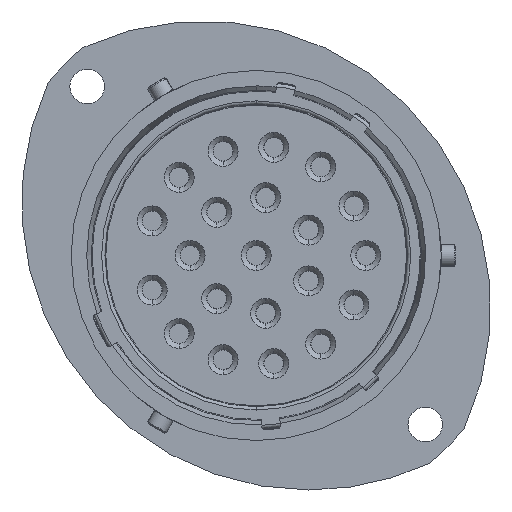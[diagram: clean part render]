
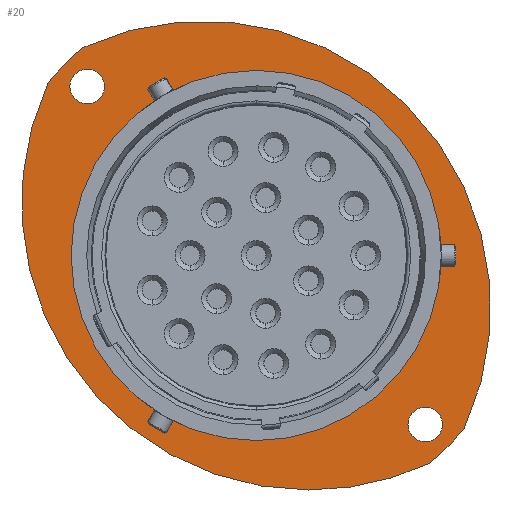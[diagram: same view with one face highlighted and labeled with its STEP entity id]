
A CAD part, left-side view. The second image highlights one B-rep face of the part: STEP entity #20.
In plain terms, the highlighted planar face has unit normal (-1, 0, 0).
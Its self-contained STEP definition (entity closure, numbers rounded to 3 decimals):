
#20 = ADVANCED_FACE ( 'NONE', ( #7281, #764, #38102, #33942 ), #736, .F. ) ;
#733 = VERTEX_POINT ( 'NONE', #36942 ) ;
#736 = PLANE ( 'NONE',  #21878 ) ;
#764 = FACE_BOUND ( 'NONE', #38515, .T. ) ;
#975 = CARTESIAN_POINT ( 'NONE',  ( 78.89, 12.119, -50.621 ) ) ;
#991 = CARTESIAN_POINT ( 'NONE',  ( 78.89, 17.068, -55.571 ) ) ;
#1465 = EDGE_CURVE ( 'NONE', #3406, #21391, #21115, .T. ) ;
#1729 = CARTESIAN_POINT ( 'NONE',  ( 78.89, -3.774, -66.513 ) ) ;
#2106 = CARTESIAN_POINT ( 'NONE',  ( 78.89, 28.011, -34.729 ) ) ;
#2746 = CIRCLE ( 'NONE', #32200, 27. ) ;
#3015 = ORIENTED_EDGE ( 'NONE', *, *, #35255, .F. ) ;
#3406 = VERTEX_POINT ( 'NONE', #12557 ) ;
#3499 = DIRECTION ( 'NONE',  ( 0., 0., -1. ) ) ;
#4005 = DIRECTION ( 'NONE',  ( 0., 0., -1. ) ) ;
#4051 = DIRECTION ( 'NONE',  ( -1., 0., 0. ) ) ;
#5093 = DIRECTION ( 'NONE',  ( 0., 0., -1. ) ) ;
#5569 = DIRECTION ( 'NONE',  ( 0., 0., 1. ) ) ;
#5574 = CIRCLE ( 'NONE', #14714, 1.625 ) ;
#6707 = DIRECTION ( 'NONE',  ( 0., 0., -1. ) ) ;
#7265 = DIRECTION ( 'NONE',  ( 0., 0., 1. ) ) ;
#7281 = FACE_BOUND ( 'NONE', #33922, .T. ) ;
#7556 = AXIS2_PLACEMENT_3D ( 'NONE', #28063, #13171, #16199 ) ;
#8014 = VERTEX_POINT ( 'NONE', #10214 ) ;
#8831 = VERTEX_POINT ( 'NONE', #17985 ) ;
#8899 = VERTEX_POINT ( 'NONE', #15241 ) ;
#9381 = AXIS2_PLACEMENT_3D ( 'NONE', #975, #33364, #15439 ) ;
#9645 = AXIS2_PLACEMENT_3D ( 'NONE', #17827, #38308, #5569 ) ;
#10022 = CIRCLE ( 'NONE', #26653, 27. ) ;
#10214 = CARTESIAN_POINT ( 'NONE',  ( 78.89, -7.435, -66.911 ) ) ;
#10758 = CIRCLE ( 'NONE', #18910, 1.625 ) ;
#11113 = DIRECTION ( 'NONE',  ( -1., 0., 0. ) ) ;
#11151 = EDGE_CURVE ( 'NONE', #8014, #3406, #10022, .T. ) ;
#11662 = CARTESIAN_POINT ( 'NONE',  ( 78.89, 28.011, -34.729 ) ) ;
#11998 = CARTESIAN_POINT ( 'NONE',  ( 78.89, -3.774, -68.138 ) ) ;
#12039 = ORIENTED_EDGE ( 'NONE', *, *, #1465, .T. ) ;
#12557 = CARTESIAN_POINT ( 'NONE',  ( 78.89, 28.409, -31.068 ) ) ;
#12991 = AXIS2_PLACEMENT_3D ( 'NONE', #37585, #11113, #34851 ) ;
#13031 = EDGE_CURVE ( 'NONE', #8899, #8831, #2746, .T. ) ;
#13171 = DIRECTION ( 'NONE',  ( -1., 0., 0. ) ) ;
#13910 = AXIS2_PLACEMENT_3D ( 'NONE', #1729, #34368, #34490 ) ;
#14408 = DIRECTION ( 'NONE',  ( -1., 0., 0. ) ) ;
#14714 = AXIS2_PLACEMENT_3D ( 'NONE', #2106, #37969, #5093 ) ;
#15042 = EDGE_CURVE ( 'NONE', #21391, #8899, #32785, .T. ) ;
#15047 = CIRCLE ( 'NONE', #37389, 1.625 ) ;
#15241 = CARTESIAN_POINT ( 'NONE',  ( 78.89, 7.169, -72.671 ) ) ;
#15409 = CIRCLE ( 'NONE', #28468, 25.45 ) ;
#15439 = DIRECTION ( 'NONE',  ( 0., 0., 1. ) ) ;
#15624 = EDGE_CURVE ( 'NONE', #16474, #23721, #22152, .T. ) ;
#16199 = DIRECTION ( 'NONE',  ( 0., 0., -1. ) ) ;
#16474 = VERTEX_POINT ( 'NONE', #24694 ) ;
#17328 = CIRCLE ( 'NONE', #13910, 1.625 ) ;
#17827 = CARTESIAN_POINT ( 'NONE',  ( 78.89, 12.119, -50.621 ) ) ;
#17985 = CARTESIAN_POINT ( 'NONE',  ( 78.89, -4.172, -70.174 ) ) ;
#18910 = AXIS2_PLACEMENT_3D ( 'NONE', #30618, #36869, #27653 ) ;
#19428 = VERTEX_POINT ( 'NONE', #11998 ) ;
#19929 = CARTESIAN_POINT ( 'NONE',  ( 78.89, 31.672, -34.33 ) ) ;
#21115 = CIRCLE ( 'NONE', #12991, 25.45 ) ;
#21201 = CARTESIAN_POINT ( 'NONE',  ( 78.89, 7.169, -45.671 ) ) ;
#21372 = DIRECTION ( 'NONE',  ( 1., 0., 0. ) ) ;
#21391 = VERTEX_POINT ( 'NONE', #19929 ) ;
#21878 = AXIS2_PLACEMENT_3D ( 'NONE', #30451, #21372, #3499 ) ;
#21880 = DIRECTION ( 'NONE',  ( -1., 0., 0. ) ) ;
#22152 = CIRCLE ( 'NONE', #9645, 17.405 ) ;
#22229 = CARTESIAN_POINT ( 'NONE',  ( 78.89, 28.011, -33.104 ) ) ;
#22285 = CIRCLE ( 'NONE', #9381, 17.405 ) ;
#22752 = ORIENTED_EDGE ( 'NONE', *, *, #15042, .T. ) ;
#23232 = CARTESIAN_POINT ( 'NONE',  ( 78.89, 12.119, -33.216 ) ) ;
#23721 = VERTEX_POINT ( 'NONE', #23232 ) ;
#23898 = ORIENTED_EDGE ( 'NONE', *, *, #27499, .F. ) ;
#23964 = EDGE_CURVE ( 'NONE', #8831, #8014, #15409, .T. ) ;
#24694 = CARTESIAN_POINT ( 'NONE',  ( 78.89, 12.119, -68.026 ) ) ;
#25172 = CARTESIAN_POINT ( 'NONE',  ( 78.89, 12.119, -50.621 ) ) ;
#25574 = ORIENTED_EDGE ( 'NONE', *, *, #11151, .T. ) ;
#26423 = EDGE_LOOP ( 'NONE', ( #22752, #28993, #27768, #25574, #12039 ) ) ;
#26446 = VERTEX_POINT ( 'NONE', #27272 ) ;
#26560 = EDGE_CURVE ( 'NONE', #26446, #19428, #10758, .T. ) ;
#26653 = AXIS2_PLACEMENT_3D ( 'NONE', #991, #21880, #4005 ) ;
#27272 = CARTESIAN_POINT ( 'NONE',  ( 78.89, -3.774, -64.888 ) ) ;
#27499 = EDGE_CURVE ( 'NONE', #35299, #733, #5574, .T. ) ;
#27653 = DIRECTION ( 'NONE',  ( 0., 0., -1. ) ) ;
#27768 = ORIENTED_EDGE ( 'NONE', *, *, #23964, .T. ) ;
#28063 = CARTESIAN_POINT ( 'NONE',  ( 78.89, 7.169, -45.671 ) ) ;
#28468 = AXIS2_PLACEMENT_3D ( 'NONE', #25172, #4051, #7265 ) ;
#28508 = ORIENTED_EDGE ( 'NONE', *, *, #36535, .F. ) ;
#28993 = ORIENTED_EDGE ( 'NONE', *, *, #13031, .T. ) ;
#30451 = CARTESIAN_POINT ( 'NONE',  ( 78.89, 29.524, -50.621 ) ) ;
#30618 = CARTESIAN_POINT ( 'NONE',  ( 78.89, -3.774, -66.513 ) ) ;
#30821 = EDGE_CURVE ( 'NONE', #733, #35299, #15047, .T. ) ;
#32200 = AXIS2_PLACEMENT_3D ( 'NONE', #21201, #33337, #6707 ) ;
#32785 = CIRCLE ( 'NONE', #7556, 27. ) ;
#33337 = DIRECTION ( 'NONE',  ( -1., 0., 0. ) ) ;
#33364 = DIRECTION ( 'NONE',  ( -1., 0., 0. ) ) ;
#33922 = EDGE_LOOP ( 'NONE', ( #3015, #36020 ) ) ;
#33942 = FACE_OUTER_BOUND ( 'NONE', #26423, .T. ) ;
#34368 = DIRECTION ( 'NONE',  ( -1., 0., 0. ) ) ;
#34490 = DIRECTION ( 'NONE',  ( 0., 0., -1. ) ) ;
#34851 = DIRECTION ( 'NONE',  ( 0., 0., 1. ) ) ;
#35255 = EDGE_CURVE ( 'NONE', #19428, #26446, #17328, .T. ) ;
#35299 = VERTEX_POINT ( 'NONE', #22229 ) ;
#35554 = DIRECTION ( 'NONE',  ( 0., 0., -1. ) ) ;
#35871 = ORIENTED_EDGE ( 'NONE', *, *, #30821, .F. ) ;
#36020 = ORIENTED_EDGE ( 'NONE', *, *, #26560, .F. ) ;
#36535 = EDGE_CURVE ( 'NONE', #23721, #16474, #22285, .T. ) ;
#36869 = DIRECTION ( 'NONE',  ( -1., 0., 0. ) ) ;
#36942 = CARTESIAN_POINT ( 'NONE',  ( 78.89, 28.011, -36.354 ) ) ;
#37389 = AXIS2_PLACEMENT_3D ( 'NONE', #11662, #14408, #35554 ) ;
#37585 = CARTESIAN_POINT ( 'NONE',  ( 78.89, 12.119, -50.621 ) ) ;
#37969 = DIRECTION ( 'NONE',  ( -1., 0., 0. ) ) ;
#37983 = ORIENTED_EDGE ( 'NONE', *, *, #15624, .F. ) ;
#38102 = FACE_BOUND ( 'NONE', #38691, .T. ) ;
#38308 = DIRECTION ( 'NONE',  ( -1., 0., 0. ) ) ;
#38515 = EDGE_LOOP ( 'NONE', ( #35871, #23898 ) ) ;
#38691 = EDGE_LOOP ( 'NONE', ( #28508, #37983 ) ) ;
